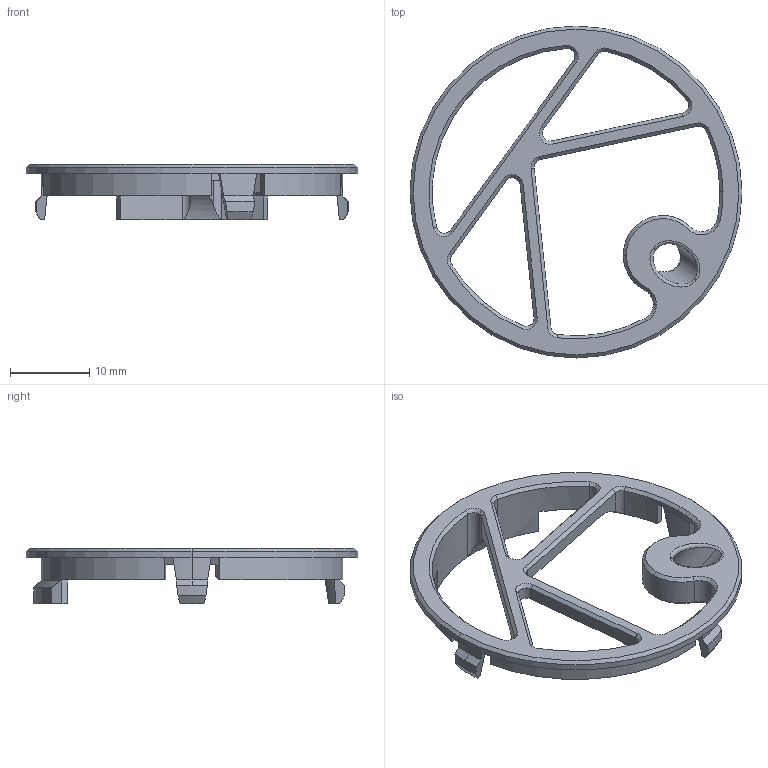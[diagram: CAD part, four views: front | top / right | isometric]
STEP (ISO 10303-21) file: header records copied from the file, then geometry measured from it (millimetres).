
FILE_DESCRIPTION (( 'STEP AP214' ), '1' );
FILE_NAME ('ExhaustVent_v2.1.STEP', '2022-03-08T10:56:56', ( '' ), ( '' ), 'SwSTEP 2.0', 'SolidWorks 2021', '' );
FILE_SCHEMA (( 'AUTOMOTIVE_DESIGN' ));
Length unit declared in the file: millimetre
Products named in the file (1): ExhaustVent_v2.1
Bounding box: 42 x 42 x 7 mm (x, y, z)
Volume: 1378.7 mm3; surface area: 2618.1 mm2
Topology: 1 solids, 1 shells, 138 faces, 367 edges, 229 vertices
Faces by surface type: cone 45, cylinder 43, plane 42, bspline 4, torus 4
Entity records: 4658 total; most frequent: CARTESIAN_POINT 1252, ORIENTED_EDGE 734, DIRECTION 710, EDGE_CURVE 367, AXIS2_PLACEMENT_3D 277, VERTEX_POINT 229, LINE 156, VECTOR 156
